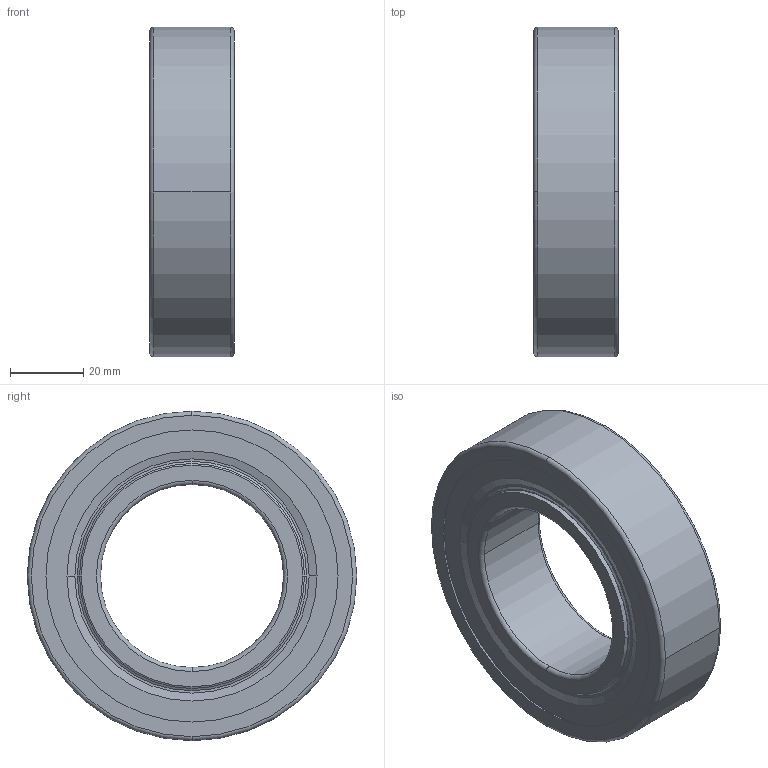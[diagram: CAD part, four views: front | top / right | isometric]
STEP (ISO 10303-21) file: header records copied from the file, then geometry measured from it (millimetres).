
FILE_DESCRIPTION(('STEP AP242'),'1');
FILE_NAME('snr_2210eeg15_2.stp','2024-10-04T13:49:41',('TraceParts'),('TraceParts S.A.'),'Spatial InterOp 3D',' ',' ');
FILE_SCHEMA(('AP242_MANAGED_MODEL_BASED_3D_ENGINEERING_MIM_LF {1 0 10303 442 1 1 4}'));
Length unit declared in the file: millimetre
Products named in the file (1): snr_2210eeg15_2_1
Bounding box: 23 x 90 x 90 mm (x, y, z)
Volume: 76045.6 mm3; surface area: 46468 mm2
Topology: 6 solids, 6 shells, 244 faces, 666 edges, 362 vertices
Faces by surface type: torus 104, sphere 74, cone 28, cylinder 22, plane 16
Entity records: 9025 total; most frequent: CARTESIAN_POINT 3578, DIRECTION 1198, ORIENTED_EDGE 1036, AXIS2_PLACEMENT_3D 574, EDGE_CURVE 518, VERTEX_POINT 362, EDGE_LOOP 332, CIRCLE 324
